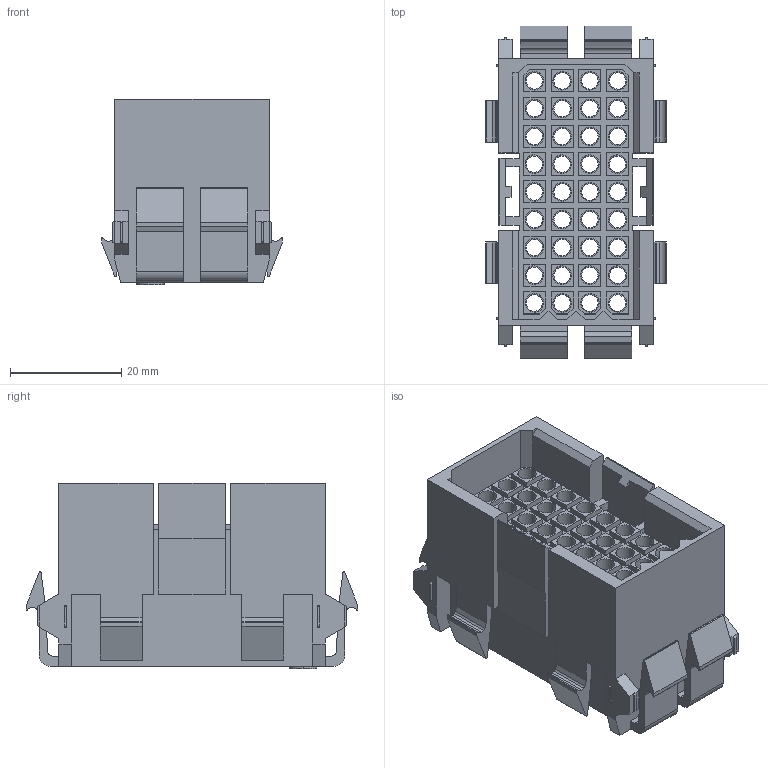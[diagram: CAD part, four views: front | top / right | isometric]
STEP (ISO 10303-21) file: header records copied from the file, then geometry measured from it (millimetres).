
FILE_DESCRIPTION(('CATIA V5 STEP Exchange','CAx-IF Rec.Pracs.--- Model Styling and Organization---1.2---2011-12-15'),'2;1');
FILE_NAME ('D1451812_0_1419100000_1419100000.stp','2018-09-20T17:56:30+00:00',('none'),('Weidmueller'),'CATIA Version 5-6 Release 2014','CATIA V5 STEP AP214','none');
FILE_SCHEMA(('AUTOMOTIVE_DESIGN { 1 0 10303 214 1 1 1 1 }'));
Length unit declared in the file: millimetre
Products named in the file (1): 1419100000
Bounding box: 32.6 x 59.8 x 33.5 mm (x, y, z)
Volume: 23272.8 mm3; surface area: 22926.1 mm2
Topology: 1 solids, 1 shells, 859 faces, 2134 edges, 1422 vertices
Faces by surface type: plane 505, cylinder 354
Entity records: 22336 total; most frequent: ORIENTED_EDGE 4268, CARTESIAN_POINT 3858, DIRECTION 2736, EDGE_CURVE 2134, VECTOR 1426, LINE 1426, VERTEX_POINT 1422, EDGE_LOOP 1080
